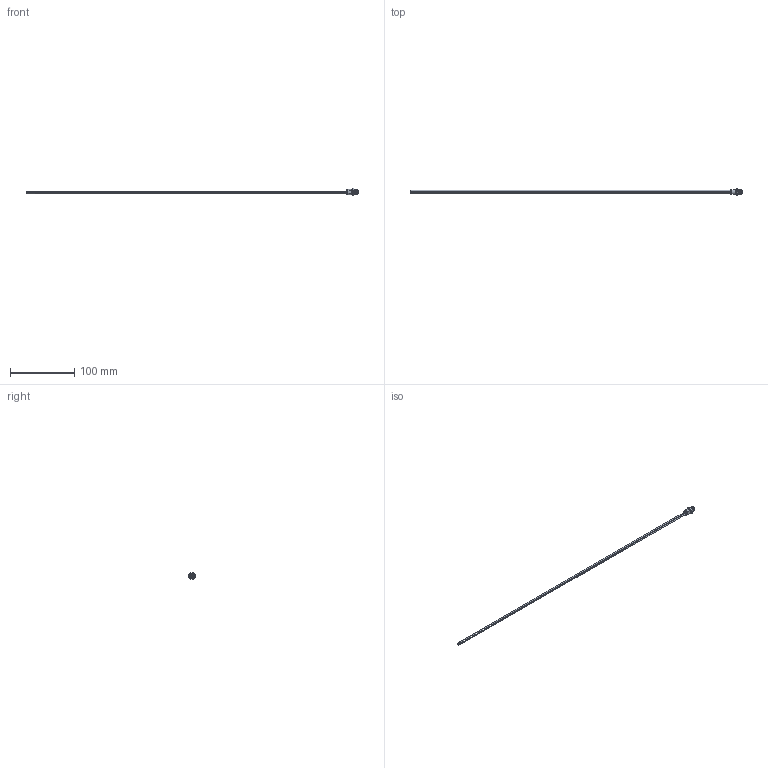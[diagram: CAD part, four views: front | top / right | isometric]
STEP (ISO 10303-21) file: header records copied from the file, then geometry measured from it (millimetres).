
FILE_DESCRIPTION(/* description */ ('Alibre Inc.'),/* implementation_level */ '2;1');
FILE_NAME(/* name */ 'export-2B79AD74-5187-4DC7-8A6E-16EEBA89EE89',/* time_stamp */ '2020-08-06T16:13:06+02:00',/* author */ (''),/* organization */ (''),/* preprocessor_version */ 'ST-DEVELOPER v17',/* originating_system */ 'Alibre',/* authorisation */ '');
FILE_SCHEMA (('AUTOMOTIVE_DESIGN'));
Length unit declared in the file: millimetre
Products named in the file (1): cerl0EE03BB9hhqk
Bounding box: 516.5 x 10 x 11.55 mm (x, y, z)
Volume: 3428.7 mm3; surface area: 7821.5 mm2
Topology: 1 solids, 1 shells, 50 faces, 117 edges, 76 vertices
Faces by surface type: cylinder 17, plane 17, cone 8, torus 5, sphere 3
Full cylindrical faces by diameter (mm): 1 x3, 1.5 x3, 5.65 x1, 5.8 x1, 6.5 x3, 6.9 x2, 8 x1
Entity records: 1432 total; most frequent: DIRECTION 240, CARTESIAN_POINT 236, ORIENTED_EDGE 214, AXIS2_PLACEMENT_3D 110, EDGE_CURVE 107, VERTEX_POINT 73, EDGE_LOOP 64, FACE_BOUND 64
